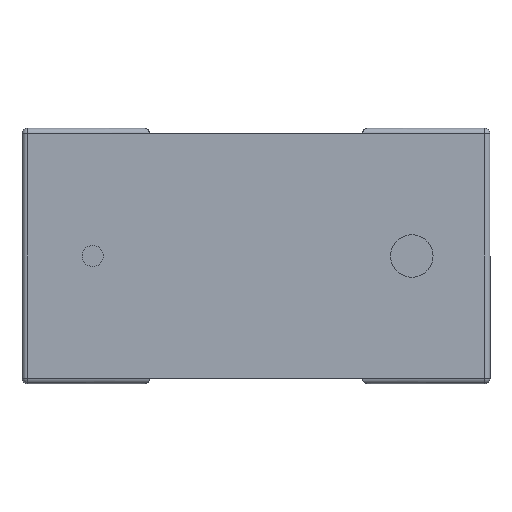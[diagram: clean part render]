
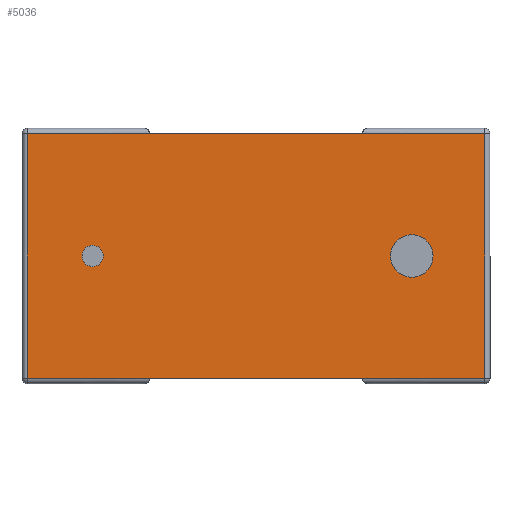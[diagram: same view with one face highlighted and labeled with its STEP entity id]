
A CAD part, front view. The second image highlights one B-rep face of the part: STEP entity #5036.
In plain terms, the highlighted planar face has unit normal (0, -1, 0).
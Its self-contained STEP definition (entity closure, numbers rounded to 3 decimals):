
#71 = VERTEX_POINT ( 'NONE', #5676 ) ;
#129 = VECTOR ( 'NONE', #6314, 1000. ) ;
#150 = AXIS2_PLACEMENT_3D ( 'NONE', #7686, #3719, #8368 ) ;
#197 = VERTEX_POINT ( 'NONE', #1094 ) ;
#428 = CIRCLE ( 'NONE', #150, 0.1 ) ;
#438 = DIRECTION ( 'NONE',  ( 0., 0., 1. ) ) ;
#469 = DIRECTION ( 'NONE',  ( 0., 1., 0. ) ) ;
#498 = CARTESIAN_POINT ( 'NONE',  ( 0., 0., 0. ) ) ;
#557 = DIRECTION ( 'NONE',  ( 0., -1., 0. ) ) ;
#685 = DIRECTION ( 'NONE',  ( 0., 0., -1. ) ) ;
#693 = VERTEX_POINT ( 'NONE', #4445 ) ;
#855 = PLANE ( 'NONE',  #3779 ) ;
#1094 = CARTESIAN_POINT ( 'NONE',  ( -2.15, 0., -1.15 ) ) ;
#1338 = CARTESIAN_POINT ( 'NONE',  ( 1.465, 0., 0.2 ) ) ;
#1385 = ORIENTED_EDGE ( 'NONE', *, *, #7521, .F. ) ;
#1661 = VERTEX_POINT ( 'NONE', #1942 ) ;
#1718 = CARTESIAN_POINT ( 'NONE',  ( -2.15, 0., -1.15 ) ) ;
#1724 = LINE ( 'NONE', #1718, #6390 ) ;
#1745 = FACE_OUTER_BOUND ( 'NONE', #7900, .T. ) ;
#1826 = LINE ( 'NONE', #7921, #5141 ) ;
#1942 = CARTESIAN_POINT ( 'NONE',  ( -1.535, 0., 0.1 ) ) ;
#1974 = CIRCLE ( 'NONE', #7377, 0.1 ) ;
#2006 = VERTEX_POINT ( 'NONE', #7201 ) ;
#2179 = DIRECTION ( 'NONE',  ( 0., 0., 1. ) ) ;
#2665 = CIRCLE ( 'NONE', #7611, 0.2 ) ;
#2694 = VERTEX_POINT ( 'NONE', #4583 ) ;
#2753 = VECTOR ( 'NONE', #2179, 1000. ) ;
#2804 = ORIENTED_EDGE ( 'NONE', *, *, #7218, .F. ) ;
#2907 = ORIENTED_EDGE ( 'NONE', *, *, #7598, .F. ) ;
#2964 = VERTEX_POINT ( 'NONE', #1338 ) ;
#2988 = CARTESIAN_POINT ( 'NONE',  ( 2.15, 0., 1.15 ) ) ;
#3493 = CARTESIAN_POINT ( 'NONE',  ( -2.15, 0., -1.15 ) ) ;
#3503 = FACE_BOUND ( 'NONE', #7627, .T. ) ;
#3571 = DIRECTION ( 'NONE',  ( 0., 0., -1. ) ) ;
#3600 = DIRECTION ( 'NONE',  ( 0., -1., 0. ) ) ;
#3649 = CARTESIAN_POINT ( 'NONE',  ( -1.535, 0., 0. ) ) ;
#3673 = EDGE_CURVE ( 'NONE', #1661, #2006, #1974, .T. ) ;
#3719 = DIRECTION ( 'NONE',  ( 0., -1., 0. ) ) ;
#3779 = AXIS2_PLACEMENT_3D ( 'NONE', #498, #469, #438 ) ;
#3895 = LINE ( 'NONE', #5639, #129 ) ;
#4120 = FACE_BOUND ( 'NONE', #5143, .T. ) ;
#4316 = CARTESIAN_POINT ( 'NONE',  ( 1.465, 0., 0. ) ) ;
#4445 = CARTESIAN_POINT ( 'NONE',  ( 2.15, 0., -1.15 ) ) ;
#4583 = CARTESIAN_POINT ( 'NONE',  ( 1.465, 0., -0.2 ) ) ;
#5036 = ADVANCED_FACE ( 'NONE', ( #4120, #3503, #1745 ), #855, .F. ) ;
#5141 = VECTOR ( 'NONE', #685, 1000. ) ;
#5143 = EDGE_LOOP ( 'NONE', ( #6780, #2804 ) ) ;
#5158 = EDGE_CURVE ( 'NONE', #2694, #2964, #2665, .T. ) ;
#5639 = CARTESIAN_POINT ( 'NONE',  ( -2.15, 0., 1.15 ) ) ;
#5676 = CARTESIAN_POINT ( 'NONE',  ( -2.15, 0., 1.15 ) ) ;
#5754 = ORIENTED_EDGE ( 'NONE', *, *, #8021, .F. ) ;
#5843 = DIRECTION ( 'NONE',  ( 0., 0., -1. ) ) ;
#6084 = LINE ( 'NONE', #3493, #2753 ) ;
#6314 = DIRECTION ( 'NONE',  ( 1., 0., 0. ) ) ;
#6390 = VECTOR ( 'NONE', #7016, 1000. ) ;
#6749 = ORIENTED_EDGE ( 'NONE', *, *, #3673, .F. ) ;
#6780 = ORIENTED_EDGE ( 'NONE', *, *, #5158, .F. ) ;
#7016 = DIRECTION ( 'NONE',  ( -1., 0., 0. ) ) ;
#7048 = EDGE_CURVE ( 'NONE', #8051, #693, #1826, .T. ) ;
#7057 = DIRECTION ( 'NONE',  ( 0., 0., -1. ) ) ;
#7160 = DIRECTION ( 'NONE',  ( 0., -1., 0. ) ) ;
#7201 = CARTESIAN_POINT ( 'NONE',  ( -1.535, 0., -0.1 ) ) ;
#7208 = CARTESIAN_POINT ( 'NONE',  ( 1.465, 0., 0. ) ) ;
#7212 = AXIS2_PLACEMENT_3D ( 'NONE', #4316, #557, #5843 ) ;
#7218 = EDGE_CURVE ( 'NONE', #2964, #2694, #7726, .T. ) ;
#7377 = AXIS2_PLACEMENT_3D ( 'NONE', #3649, #3600, #3571 ) ;
#7521 = EDGE_CURVE ( 'NONE', #197, #71, #6084, .T. ) ;
#7598 = EDGE_CURVE ( 'NONE', #2006, #1661, #428, .T. ) ;
#7611 = AXIS2_PLACEMENT_3D ( 'NONE', #7208, #7160, #7057 ) ;
#7627 = EDGE_LOOP ( 'NONE', ( #2907, #6749 ) ) ;
#7686 = CARTESIAN_POINT ( 'NONE',  ( -1.535, 0., 0. ) ) ;
#7726 = CIRCLE ( 'NONE', #7212, 0.2 ) ;
#7862 = ORIENTED_EDGE ( 'NONE', *, *, #7048, .F. ) ;
#7900 = EDGE_LOOP ( 'NONE', ( #7862, #5754, #1385, #8229 ) ) ;
#7921 = CARTESIAN_POINT ( 'NONE',  ( 2.15, 0., -1.15 ) ) ;
#8021 = EDGE_CURVE ( 'NONE', #71, #8051, #3895, .T. ) ;
#8051 = VERTEX_POINT ( 'NONE', #2988 ) ;
#8138 = EDGE_CURVE ( 'NONE', #693, #197, #1724, .T. ) ;
#8229 = ORIENTED_EDGE ( 'NONE', *, *, #8138, .F. ) ;
#8368 = DIRECTION ( 'NONE',  ( 0., 0., -1. ) ) ;
